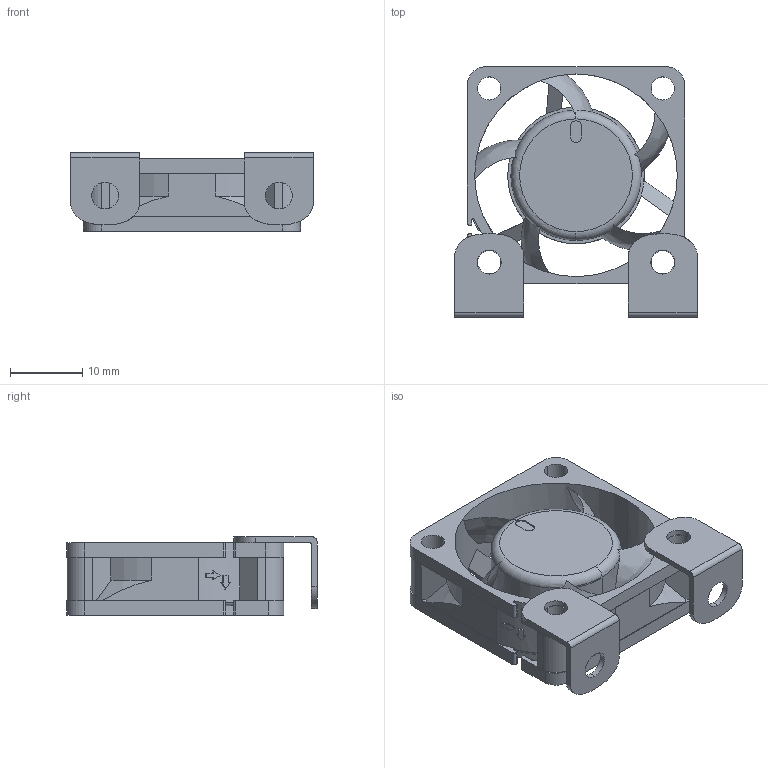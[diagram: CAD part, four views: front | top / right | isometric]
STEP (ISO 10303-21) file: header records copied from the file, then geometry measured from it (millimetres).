
FILE_DESCRIPTION (( 'STEP AP214' ), '1' );
FILE_NAME ('30x30mmFan.STEP', '2024-05-17T20:13:39', ( '' ), ( '' ), 'SwSTEP 2.0', 'SolidWorks 2020', '' );
FILE_SCHEMA (( 'AUTOMOTIVE_DESIGN' ));
Length unit declared in the file: millimetre
Products named in the file (6): Bracket.STEP.STEP; 30x30mmFan; ASB3010-D_ASM_1_ASM.stp.STEP.STEP; PRT0011_1.stp.STEP.STEP; ASB0312MA-D.stp.STEP.STEP; PRT0008_1.stp.STEP.STEP
Assembly tree (6 placements, depth 4):
  30x30mmFan
    ASB0312MA-D.stp.STEP.STEP
      ASB3010-D_ASM_1_ASM.stp.STEP.STEP
        PRT0008_1.stp.STEP.STEP
        PRT0011_1.stp.STEP.STEP
    Bracket.STEP.STEP  x2
Bounding box: 33.5 x 34.6 x 10.81 mm (x, y, z)
Volume: 3621.3 mm3; surface area: 6768.6 mm2
Topology: 4 solids, 6 shells, 263 faces, 719 edges, 471 vertices
Faces by surface type: plane 112, cylinder 111, bspline 18, cone 11, torus 11
Entity records: 9765 total; most frequent: CARTESIAN_POINT 3365, ORIENTED_EDGE 1338, DIRECTION 1275, EDGE_CURVE 669, AXIS2_PLACEMENT_3D 481, VERTEX_POINT 439, LINE 313, VECTOR 313
